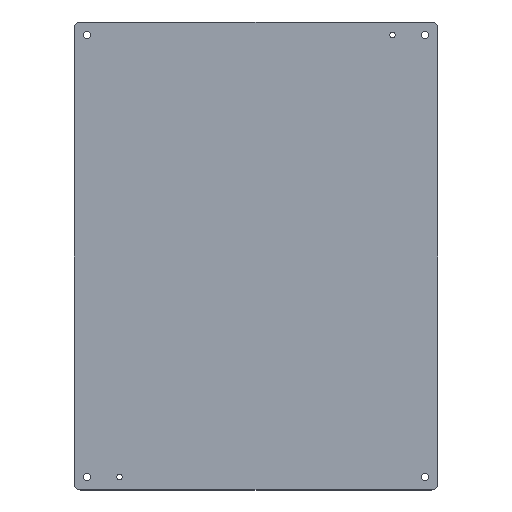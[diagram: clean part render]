
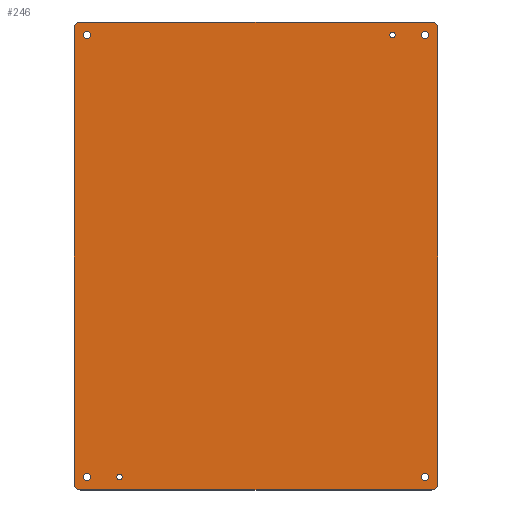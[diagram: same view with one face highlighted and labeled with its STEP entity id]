
A CAD part, top view. The second image highlights one B-rep face of the part: STEP entity #246.
In plain terms, the highlighted planar face has unit normal (0, 0, 1).
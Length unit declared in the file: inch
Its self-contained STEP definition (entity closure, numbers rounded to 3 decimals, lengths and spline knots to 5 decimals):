
#1 = CIRCLE ( 'NONE', #33, 0.109 ) ;
#10 = DIRECTION ( 'NONE',  ( 1., 0., 0. ) ) ;
#11 = LINE ( 'NONE', #153, #434 ) ;
#14 = DIRECTION ( 'NONE',  ( 0., 0., -1. ) ) ;
#17 = EDGE_LOOP ( 'NONE', ( #361 ) ) ;
#33 = AXIS2_PLACEMENT_3D ( 'NONE', #546, #552, #368 ) ;
#36 = DIRECTION ( 'NONE',  ( -1., 0., 0. ) ) ;
#37 = EDGE_CURVE ( 'NONE', #544, #544, #545, .T. ) ;
#46 = EDGE_LOOP ( 'NONE', ( #84 ) ) ;
#53 = FACE_BOUND ( 'NONE', #509, .T. ) ;
#54 = DIRECTION ( 'NONE',  ( 0., 0., -1. ) ) ;
#55 = DIRECTION ( 'NONE',  ( 0., 0., -1. ) ) ;
#63 = CARTESIAN_POINT ( 'NONE',  ( -6.5, -8.5, 0. ) ) ;
#64 = CARTESIAN_POINT ( 'NONE',  ( -6.5, 8.5, 0. ) ) ;
#67 = ORIENTED_EDGE ( 'NONE', *, *, #576, .F. ) ;
#68 = EDGE_CURVE ( 'NONE', #235, #235, #1, .T. ) ;
#72 = DIRECTION ( 'NONE',  ( 1., 0., 0. ) ) ;
#75 = LINE ( 'NONE', #297, #534 ) ;
#78 = AXIS2_PLACEMENT_3D ( 'NONE', #234, #332, #465 ) ;
#84 = ORIENTED_EDGE ( 'NONE', *, *, #37, .T. ) ;
#89 = CIRCLE ( 'NONE', #101, 0.1405 ) ;
#90 = CIRCLE ( 'NONE', #389, 0.25 ) ;
#91 = CARTESIAN_POINT ( 'NONE',  ( 6.6405, -8.5, 0. ) ) ;
#93 = CARTESIAN_POINT ( 'NONE',  ( 6.75, -8.75, 0. ) ) ;
#101 = AXIS2_PLACEMENT_3D ( 'NONE', #536, #454, #184 ) ;
#106 = EDGE_CURVE ( 'NONE', #495, #495, #89, .T. ) ;
#107 = DIRECTION ( 'NONE',  ( 1., 0., 0. ) ) ;
#111 = EDGE_LOOP ( 'NONE', ( #556 ) ) ;
#121 = EDGE_CURVE ( 'NONE', #502, #275, #511, .T. ) ;
#130 = ORIENTED_EDGE ( 'NONE', *, *, #218, .F. ) ;
#131 = AXIS2_PLACEMENT_3D ( 'NONE', #64, #420, #382 ) ;
#133 = DIRECTION ( 'NONE',  ( 1., 0., 0. ) ) ;
#137 = CARTESIAN_POINT ( 'NONE',  ( 7., -8.75, 0. ) ) ;
#142 = FACE_BOUND ( 'NONE', #111, .T. ) ;
#144 = VERTEX_POINT ( 'NONE', #198 ) ;
#146 = CARTESIAN_POINT ( 'NONE',  ( -5.25, -8.5, 0. ) ) ;
#152 = CARTESIAN_POINT ( 'NONE',  ( 0., 0., 0. ) ) ;
#153 = CARTESIAN_POINT ( 'NONE',  ( -7., 0., 0. ) ) ;
#154 = CIRCLE ( 'NONE', #379, 0.1405 ) ;
#164 = AXIS2_PLACEMENT_3D ( 'NONE', #146, #273, #324 ) ;
#170 = VERTEX_POINT ( 'NONE', #321 ) ;
#173 = AXIS2_PLACEMENT_3D ( 'NONE', #93, #55, #133 ) ;
#174 = AXIS2_PLACEMENT_3D ( 'NONE', #499, #54, #335 ) ;
#183 = VERTEX_POINT ( 'NONE', #551 ) ;
#184 = DIRECTION ( 'NONE',  ( 1., 0., 0. ) ) ;
#188 = EDGE_CURVE ( 'NONE', #144, #144, #154, .T. ) ;
#189 = CIRCLE ( 'NONE', #421, 0.1405 ) ;
#194 = VERTEX_POINT ( 'NONE', #371 ) ;
#198 = CARTESIAN_POINT ( 'NONE',  ( 6.6405, 8.5, 0. ) ) ;
#203 = CARTESIAN_POINT ( 'NONE',  ( 6.75, -9., 0. ) ) ;
#218 = EDGE_CURVE ( 'NONE', #170, #410, #312, .T. ) ;
#219 = ORIENTED_EDGE ( 'NONE', *, *, #383, .F. ) ;
#234 = CARTESIAN_POINT ( 'NONE',  ( 6.75, 8.75, 0. ) ) ;
#235 = VERTEX_POINT ( 'NONE', #326 ) ;
#244 = LINE ( 'NONE', #540, #574 ) ;
#246 = ADVANCED_FACE ( 'NONE', ( #53, #374, #405, #452, #558, #142, #456 ), #369, .T. ) ;
#248 = DIRECTION ( 'NONE',  ( 1., 0., 0. ) ) ;
#252 = DIRECTION ( 'NONE',  ( 0., -1., 0. ) ) ;
#273 = DIRECTION ( 'NONE',  ( 0., 0., -1. ) ) ;
#275 = VERTEX_POINT ( 'NONE', #203 ) ;
#276 = CIRCLE ( 'NONE', #174, 0.25 ) ;
#281 = CARTESIAN_POINT ( 'NONE',  ( 0., -9., 0. ) ) ;
#297 = CARTESIAN_POINT ( 'NONE',  ( 7., 0., 0. ) ) ;
#305 = EDGE_CURVE ( 'NONE', #183, #183, #481, .T. ) ;
#307 = VERTEX_POINT ( 'NONE', #565 ) ;
#308 = CARTESIAN_POINT ( 'NONE',  ( -7., 8.75, 0. ) ) ;
#312 = CIRCLE ( 'NONE', #78, 0.25 ) ;
#316 = EDGE_CURVE ( 'NONE', #275, #542, #497, .T. ) ;
#321 = CARTESIAN_POINT ( 'NONE',  ( 6.75, 9., 0. ) ) ;
#324 = DIRECTION ( 'NONE',  ( 1., 0., 0. ) ) ;
#326 = CARTESIAN_POINT ( 'NONE',  ( 5.359, 8.5, 0. ) ) ;
#329 = DIRECTION ( 'NONE',  ( 0., 0., -1. ) ) ;
#332 = DIRECTION ( 'NONE',  ( 0., 0., -1. ) ) ;
#335 = DIRECTION ( 'NONE',  ( 1., 0., 0. ) ) ;
#354 = EDGE_CURVE ( 'NONE', #410, #502, #75, .T. ) ;
#359 = CARTESIAN_POINT ( 'NONE',  ( -6.75, -9., 0. ) ) ;
#361 = ORIENTED_EDGE ( 'NONE', *, *, #68, .T. ) ;
#362 = DIRECTION ( 'NONE',  ( 1., 0., 0. ) ) ;
#368 = DIRECTION ( 'NONE',  ( 1., 0., 0. ) ) ;
#369 = PLANE ( 'NONE',  #400 ) ;
#371 = CARTESIAN_POINT ( 'NONE',  ( -6.3595, -8.5, 0. ) ) ;
#374 = FACE_BOUND ( 'NONE', #46, .T. ) ;
#377 = ORIENTED_EDGE ( 'NONE', *, *, #305, .T. ) ;
#379 = AXIS2_PLACEMENT_3D ( 'NONE', #418, #14, #10 ) ;
#382 = DIRECTION ( 'NONE',  ( 1., 0., 0. ) ) ;
#383 = EDGE_CURVE ( 'NONE', #542, #307, #90, .T. ) ;
#389 = AXIS2_PLACEMENT_3D ( 'NONE', #391, #438, #72 ) ;
#390 = EDGE_LOOP ( 'NONE', ( #377 ) ) ;
#391 = CARTESIAN_POINT ( 'NONE',  ( -6.75, -8.75, 0. ) ) ;
#400 = AXIS2_PLACEMENT_3D ( 'NONE', #152, #513, #248 ) ;
#405 = FACE_BOUND ( 'NONE', #17, .T. ) ;
#410 = VERTEX_POINT ( 'NONE', #477 ) ;
#416 = DIRECTION ( 'NONE',  ( 0., 1., 0. ) ) ;
#418 = CARTESIAN_POINT ( 'NONE',  ( 6.5, 8.5, 0. ) ) ;
#420 = DIRECTION ( 'NONE',  ( 0., 0., -1. ) ) ;
#421 = AXIS2_PLACEMENT_3D ( 'NONE', #63, #329, #362 ) ;
#422 = ORIENTED_EDGE ( 'NONE', *, *, #316, .F. ) ;
#432 = VERTEX_POINT ( 'NONE', #308 ) ;
#434 = VECTOR ( 'NONE', #416, 39.37008 ) ;
#438 = DIRECTION ( 'NONE',  ( 0., 0., -1. ) ) ;
#439 = ORIENTED_EDGE ( 'NONE', *, *, #543, .F. ) ;
#449 = CARTESIAN_POINT ( 'NONE',  ( -5.141, -8.5, 0. ) ) ;
#452 = FACE_BOUND ( 'NONE', #504, .T. ) ;
#454 = DIRECTION ( 'NONE',  ( 0., 0., -1. ) ) ;
#456 = FACE_OUTER_BOUND ( 'NONE', #515, .T. ) ;
#461 = EDGE_CURVE ( 'NONE', #494, #170, #244, .T. ) ;
#465 = DIRECTION ( 'NONE',  ( 1., 0., 0. ) ) ;
#477 = CARTESIAN_POINT ( 'NONE',  ( 7., 8.75, 0. ) ) ;
#481 = CIRCLE ( 'NONE', #131, 0.1405 ) ;
#485 = EDGE_CURVE ( 'NONE', #194, #194, #189, .T. ) ;
#489 = VECTOR ( 'NONE', #36, 39.37008 ) ;
#494 = VERTEX_POINT ( 'NONE', #510 ) ;
#495 = VERTEX_POINT ( 'NONE', #91 ) ;
#497 = LINE ( 'NONE', #281, #489 ) ;
#499 = CARTESIAN_POINT ( 'NONE',  ( -6.75, 8.75, 0. ) ) ;
#502 = VERTEX_POINT ( 'NONE', #137 ) ;
#504 = EDGE_LOOP ( 'NONE', ( #550 ) ) ;
#509 = EDGE_LOOP ( 'NONE', ( #560 ) ) ;
#510 = CARTESIAN_POINT ( 'NONE',  ( -6.75, 9., 0. ) ) ;
#511 = CIRCLE ( 'NONE', #173, 0.25 ) ;
#513 = DIRECTION ( 'NONE',  ( 0., 0., 1. ) ) ;
#515 = EDGE_LOOP ( 'NONE', ( #439, #219, #422, #539, #571, #130, #578, #67 ) ) ;
#534 = VECTOR ( 'NONE', #252, 39.37008 ) ;
#536 = CARTESIAN_POINT ( 'NONE',  ( 6.5, -8.5, 0. ) ) ;
#539 = ORIENTED_EDGE ( 'NONE', *, *, #121, .F. ) ;
#540 = CARTESIAN_POINT ( 'NONE',  ( 0., 9., 0. ) ) ;
#542 = VERTEX_POINT ( 'NONE', #359 ) ;
#543 = EDGE_CURVE ( 'NONE', #307, #432, #11, .T. ) ;
#544 = VERTEX_POINT ( 'NONE', #449 ) ;
#545 = CIRCLE ( 'NONE', #164, 0.109 ) ;
#546 = CARTESIAN_POINT ( 'NONE',  ( 5.25, 8.5, 0. ) ) ;
#550 = ORIENTED_EDGE ( 'NONE', *, *, #188, .T. ) ;
#551 = CARTESIAN_POINT ( 'NONE',  ( -6.3595, 8.5, 0. ) ) ;
#552 = DIRECTION ( 'NONE',  ( 0., 0., -1. ) ) ;
#556 = ORIENTED_EDGE ( 'NONE', *, *, #106, .T. ) ;
#558 = FACE_BOUND ( 'NONE', #390, .T. ) ;
#560 = ORIENTED_EDGE ( 'NONE', *, *, #485, .T. ) ;
#565 = CARTESIAN_POINT ( 'NONE',  ( -7., -8.75, 0. ) ) ;
#571 = ORIENTED_EDGE ( 'NONE', *, *, #354, .F. ) ;
#574 = VECTOR ( 'NONE', #107, 39.37008 ) ;
#576 = EDGE_CURVE ( 'NONE', #432, #494, #276, .T. ) ;
#578 = ORIENTED_EDGE ( 'NONE', *, *, #461, .F. ) ;
